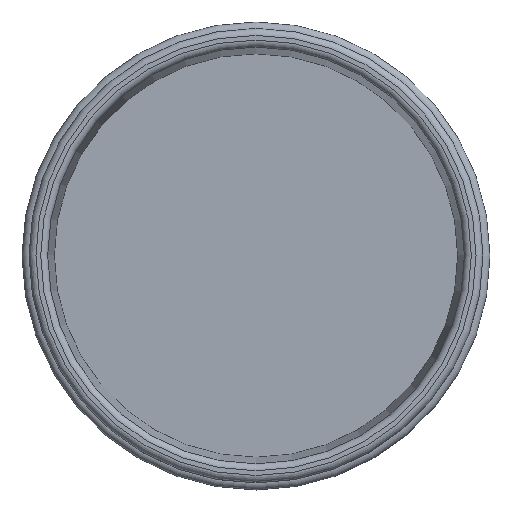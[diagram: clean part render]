
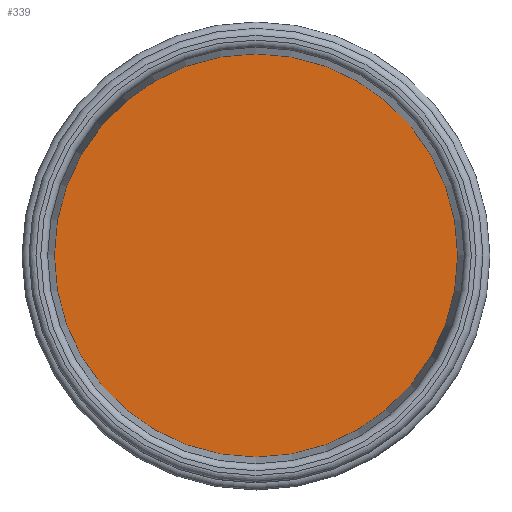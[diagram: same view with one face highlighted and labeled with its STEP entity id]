
A CAD part, top view. The second image highlights one B-rep face of the part: STEP entity #339.
In plain terms, the highlighted planar face has unit normal (0, 0, 1).
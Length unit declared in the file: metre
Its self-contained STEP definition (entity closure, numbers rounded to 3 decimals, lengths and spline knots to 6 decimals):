
#43=ORIENTED_EDGE('',*,*,#106,.T.);
#106=EDGE_CURVE('',#138,#138,#170,.T.);
#138=VERTEX_POINT('',#614);
#170=CIRCLE('',#406,0.08619);
#202=EDGE_LOOP('',(#43));
#265=FACE_BOUND('',#202,.T.);
#328=PLANE('',#405);
#339=ADVANCED_FACE('',(#265),#328,.T.);
#405=AXIS2_PLACEMENT_3D('',#612,#475,#476);
#406=AXIS2_PLACEMENT_3D('',#613,#477,#478);
#475=DIRECTION('',(0.,0.,1.));
#476=DIRECTION('',(0.,-1.,0.));
#477=DIRECTION('',(0.,0.,1.));
#478=DIRECTION('',(0.,-1.,0.));
#612=CARTESIAN_POINT('',(-0.264,-0.052183,-0.053063));
#613=CARTESIAN_POINT('',(-0.264,-0.052183,-0.053063));
#614=CARTESIAN_POINT('',(-0.264,-0.138373,-0.053063));
